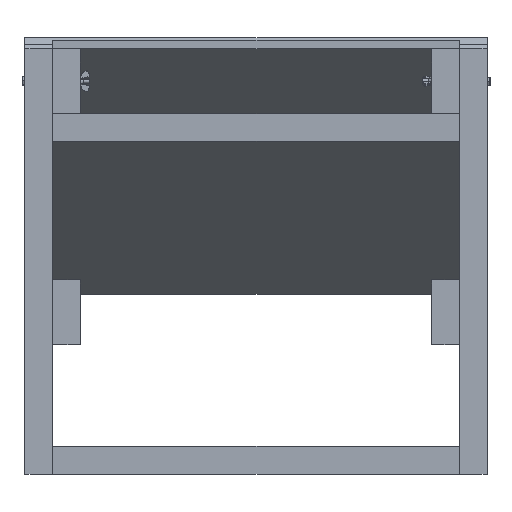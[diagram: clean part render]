
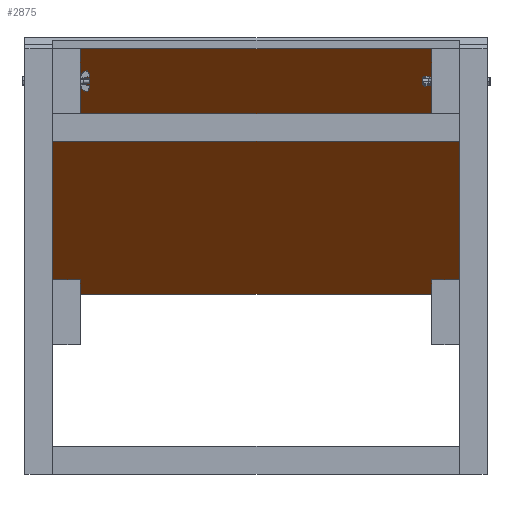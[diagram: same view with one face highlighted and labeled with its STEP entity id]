
A CAD part, front view. The second image highlights one B-rep face of the part: STEP entity #2875.
In plain terms, the highlighted face is planar.
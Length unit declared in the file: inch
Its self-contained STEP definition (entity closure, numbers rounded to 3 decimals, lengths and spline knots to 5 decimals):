
#24 = ORIENTED_EDGE ( 'NONE', *, *, #142, .F. ) ;
#27 = CARTESIAN_POINT ( 'NONE',  ( 12.5, 0., 10.5 ) ) ;
#113 = LINE ( 'NONE', #1606, #2885 ) ;
#125 = CARTESIAN_POINT ( 'NONE',  ( -12.5, 0., -10.5 ) ) ;
#142 = EDGE_CURVE ( 'NONE', #1095, #3229, #113, .T. ) ;
#216 = ORIENTED_EDGE ( 'NONE', *, *, #4028, .F. ) ;
#367 = AXIS2_PLACEMENT_3D ( 'NONE', #530, #4722, #4676 ) ;
#390 = LINE ( 'NONE', #1423, #1988 ) ;
#498 = LINE ( 'NONE', #125, #4133 ) ;
#526 = DIRECTION ( 'NONE',  ( -1., 0., 0. ) ) ;
#530 = CARTESIAN_POINT ( 'NONE',  ( 0., 0., 0. ) ) ;
#818 = EDGE_CURVE ( 'NONE', #3562, #1095, #498, .T. ) ;
#1060 = VECTOR ( 'NONE', #4686, 39.37008 ) ;
#1095 = VERTEX_POINT ( 'NONE', #2168 ) ;
#1423 = CARTESIAN_POINT ( 'NONE',  ( -12.5, 0., 10.5 ) ) ;
#1563 = EDGE_CURVE ( 'NONE', #3229, #4159, #390, .T. ) ;
#1606 = CARTESIAN_POINT ( 'NONE',  ( -12.5, 0., 10.5 ) ) ;
#1731 = CARTESIAN_POINT ( 'NONE',  ( 12.5, 0., 10.5 ) ) ;
#1751 = LINE ( 'NONE', #1731, #1060 ) ;
#1900 = CARTESIAN_POINT ( 'NONE',  ( -12.5, 0., 10.5 ) ) ;
#1988 = VECTOR ( 'NONE', #2988, 39.37008 ) ;
#2001 = CARTESIAN_POINT ( 'NONE',  ( 12.5, 0., -10.5 ) ) ;
#2168 = CARTESIAN_POINT ( 'NONE',  ( -12.5, 0., -10.5 ) ) ;
#2733 = ORIENTED_EDGE ( 'NONE', *, *, #1563, .F. ) ;
#2784 = FACE_OUTER_BOUND ( 'NONE', #3364, .T. ) ;
#2875 = ADVANCED_FACE ( 'NONE', ( #2784 ), #3950, .T. ) ;
#2885 = VECTOR ( 'NONE', #3136, 39.37008 ) ;
#2988 = DIRECTION ( 'NONE',  ( 1., 0., 0. ) ) ;
#3136 = DIRECTION ( 'NONE',  ( 0., 0., 1. ) ) ;
#3229 = VERTEX_POINT ( 'NONE', #1900 ) ;
#3364 = EDGE_LOOP ( 'NONE', ( #216, #2733, #24, #3613 ) ) ;
#3562 = VERTEX_POINT ( 'NONE', #2001 ) ;
#3613 = ORIENTED_EDGE ( 'NONE', *, *, #818, .F. ) ;
#3950 = PLANE ( 'NONE',  #367 ) ;
#4028 = EDGE_CURVE ( 'NONE', #4159, #3562, #1751, .T. ) ;
#4133 = VECTOR ( 'NONE', #526, 39.37008 ) ;
#4159 = VERTEX_POINT ( 'NONE', #27 ) ;
#4676 = DIRECTION ( 'NONE',  ( 0., 0., -1. ) ) ;
#4686 = DIRECTION ( 'NONE',  ( 0., 0., -1. ) ) ;
#4722 = DIRECTION ( 'NONE',  ( 0., -1., 0. ) ) ;
